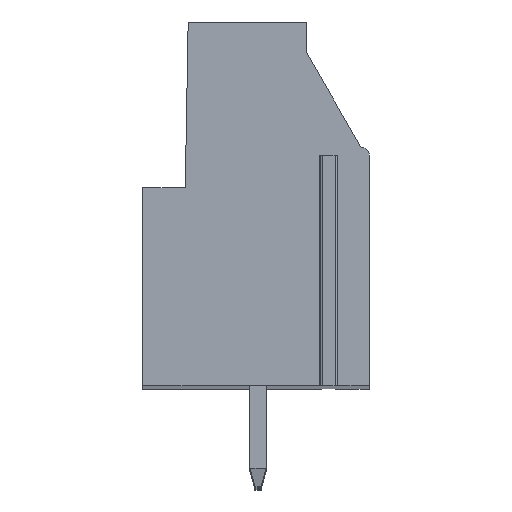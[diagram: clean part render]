
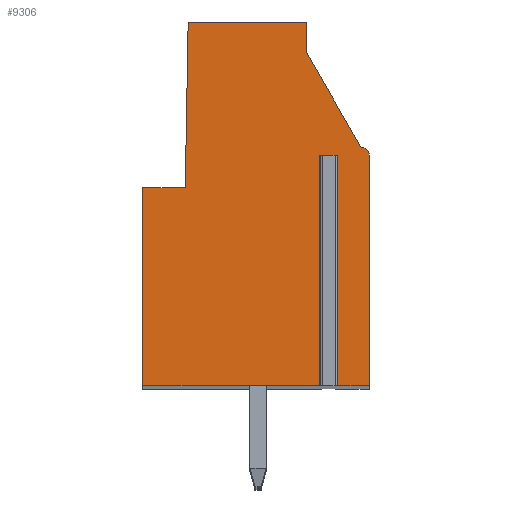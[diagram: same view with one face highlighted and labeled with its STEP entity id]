
A CAD part, top view. The second image highlights one B-rep face of the part: STEP entity #9306.
In plain terms, the highlighted planar face has unit normal (0, 0, 1).
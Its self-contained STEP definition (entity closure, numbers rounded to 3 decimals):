
#988=DIRECTION('',(1.,0.,0.));
#989=VECTOR('',#988,0.5);
#990=CARTESIAN_POINT('',(3.347,2.4,2.5));
#991=LINE('',#990,#989);
#992=DIRECTION('',(0.,1.,0.));
#993=VECTOR('',#992,11.4);
#994=CARTESIAN_POINT('',(3.347,-9.,2.5));
#995=LINE('',#994,#993);
#996=DIRECTION('',(1.,0.,0.));
#997=VECTOR('',#996,8.95);
#998=CARTESIAN_POINT('',(-5.603,-9.,2.5));
#999=LINE('',#998,#997);
#1000=DIRECTION('',(0.,-1.,0.));
#1001=VECTOR('',#1000,9.8);
#1002=CARTESIAN_POINT('',(-5.603,0.8,2.5));
#1003=LINE('',#1002,#1001);
#1004=DIRECTION('',(-1.,0.,0.));
#1005=VECTOR('',#1004,2.1);
#1006=CARTESIAN_POINT('',(-3.503,0.8,2.5));
#1007=LINE('',#1006,#1005);
#1008=DIRECTION('',(-0.017,-1.,0.));
#1009=VECTOR('',#1008,8.201);
#1010=CARTESIAN_POINT('',(-3.36,9.,2.5));
#1011=LINE('',#1010,#1009);
#1012=DIRECTION('',(-1.,0.,0.));
#1013=VECTOR('',#1012,5.86);
#1014=CARTESIAN_POINT('',(2.5,9.,2.5));
#1015=LINE('',#1014,#1013);
#1016=DIRECTION('',(0.,1.,0.));
#1017=VECTOR('',#1016,1.523);
#1018=CARTESIAN_POINT('',(2.5,7.477,2.5));
#1019=LINE('',#1018,#1017);
#1020=DIRECTION('',(-0.5,0.866,0.));
#1021=VECTOR('',#1020,5.394);
#1022=CARTESIAN_POINT('',(5.197,2.805,2.5));
#1023=LINE('',#1022,#1021);
#1024=CARTESIAN_POINT('',(5.197,2.405,2.5));
#1025=DIRECTION('',(0.,0.,1.));
#1026=DIRECTION('',(1.,0.,0.));
#1027=AXIS2_PLACEMENT_3D('',#1024,#1025,#1026);
#1029=DIRECTION('',(0.,1.,0.));
#1030=VECTOR('',#1029,11.405);
#1031=CARTESIAN_POINT('',(5.597,-9.,2.5));
#1032=LINE('',#1031,#1030);
#1033=DIRECTION('',(1.,0.,0.));
#1034=VECTOR('',#1033,1.75);
#1035=CARTESIAN_POINT('',(3.847,-9.,2.5));
#1036=LINE('',#1035,#1034);
#1037=DIRECTION('',(0.,1.,0.));
#1038=VECTOR('',#1037,11.4);
#1039=CARTESIAN_POINT('',(3.847,-9.,2.5));
#1040=LINE('',#1039,#1038);
#6749=CARTESIAN_POINT('',(5.597,-9.,2.5));
#6750=CARTESIAN_POINT('',(5.597,2.405,2.5));
#6751=VERTEX_POINT('',#6749);
#6752=VERTEX_POINT('',#6750);
#6753=CARTESIAN_POINT('',(5.197,2.805,2.5));
#6754=VERTEX_POINT('',#6753);
#6755=CARTESIAN_POINT('',(2.5,7.477,2.5));
#6756=VERTEX_POINT('',#6755);
#6757=CARTESIAN_POINT('',(2.5,9.,2.5));
#6758=VERTEX_POINT('',#6757);
#6759=CARTESIAN_POINT('',(-3.36,9.,2.5));
#6760=VERTEX_POINT('',#6759);
#6761=CARTESIAN_POINT('',(-3.503,0.8,2.5));
#6762=VERTEX_POINT('',#6761);
#6763=CARTESIAN_POINT('',(-5.603,0.8,2.5));
#6764=VERTEX_POINT('',#6763);
#6765=CARTESIAN_POINT('',(-5.603,-9.,2.5));
#6766=VERTEX_POINT('',#6765);
#6803=CARTESIAN_POINT('',(3.347,2.4,2.5));
#6804=CARTESIAN_POINT('',(3.847,2.4,2.5));
#6805=VERTEX_POINT('',#6803);
#6806=VERTEX_POINT('',#6804);
#6807=CARTESIAN_POINT('',(3.347,-9.,2.5));
#6808=VERTEX_POINT('',#6807);
#6809=CARTESIAN_POINT('',(3.847,-9.,2.5));
#6810=VERTEX_POINT('',#6809);
#9283=CARTESIAN_POINT('',(0.,0.,2.5));
#9284=DIRECTION('',(0.,0.,1.));
#9285=DIRECTION('',(1.,0.,0.));
#9286=AXIS2_PLACEMENT_3D('',#9283,#9284,#9285);
#9287=PLANE('',#9286);
#9289=ORIENTED_EDGE('',*,*,#9288,.F.);
#9291=ORIENTED_EDGE('',*,*,#9290,.F.);
#9292=ORIENTED_EDGE('',*,*,#8597,.F.);
#9293=ORIENTED_EDGE('',*,*,#8892,.F.);
#9294=ORIENTED_EDGE('',*,*,#8906,.F.);
#9295=ORIENTED_EDGE('',*,*,#8920,.F.);
#9296=ORIENTED_EDGE('',*,*,#8934,.F.);
#9297=ORIENTED_EDGE('',*,*,#9056,.F.);
#9298=ORIENTED_EDGE('',*,*,#9070,.F.);
#9299=ORIENTED_EDGE('',*,*,#9084,.F.);
#9300=ORIENTED_EDGE('',*,*,#9097,.F.);
#9301=ORIENTED_EDGE('',*,*,#8609,.F.);
#9303=ORIENTED_EDGE('',*,*,#9302,.T.);
#9304=EDGE_LOOP('',(#9289,#9291,#9292,#9293,#9294,#9295,#9296,#9297,#9298,#9299,
#9300,#9301,#9303));
#9305=FACE_OUTER_BOUND('',#9304,.F.);
#1028=CIRCLE('',#1027,0.4);
#8597=EDGE_CURVE('',#6766,#6808,#999,.T.);
#8609=EDGE_CURVE('',#6810,#6751,#1036,.T.);
#8892=EDGE_CURVE('',#6764,#6766,#1003,.T.);
#8906=EDGE_CURVE('',#6762,#6764,#1007,.T.);
#8920=EDGE_CURVE('',#6760,#6762,#1011,.T.);
#8934=EDGE_CURVE('',#6758,#6760,#1015,.T.);
#9056=EDGE_CURVE('',#6756,#6758,#1019,.T.);
#9070=EDGE_CURVE('',#6754,#6756,#1023,.T.);
#9084=EDGE_CURVE('',#6752,#6754,#1028,.T.);
#9097=EDGE_CURVE('',#6751,#6752,#1032,.T.);
#9288=EDGE_CURVE('',#6805,#6806,#991,.T.);
#9290=EDGE_CURVE('',#6808,#6805,#995,.T.);
#9302=EDGE_CURVE('',#6810,#6806,#1040,.T.);
#9306=ADVANCED_FACE('',(#9305),#9287,.T.);
